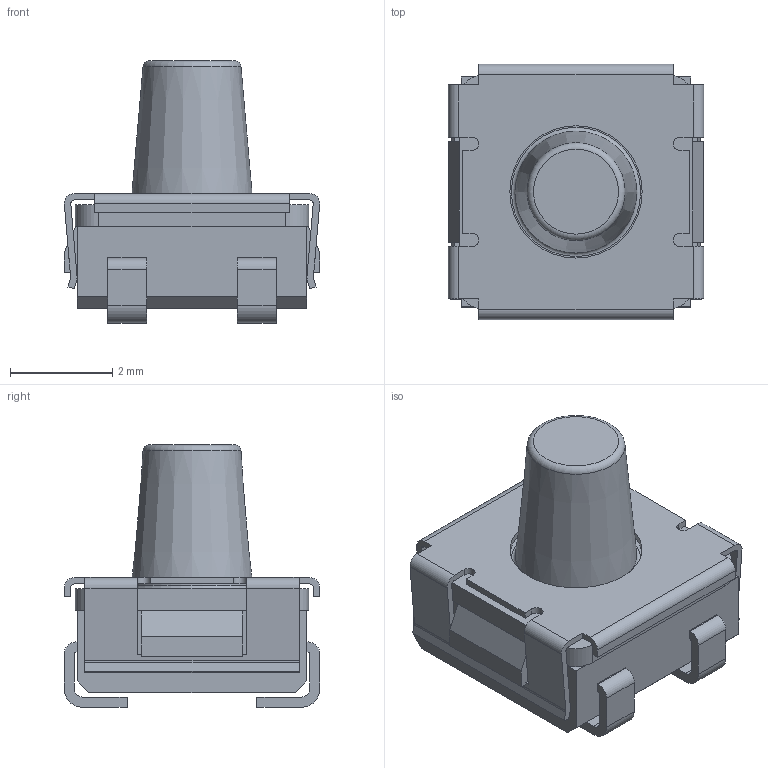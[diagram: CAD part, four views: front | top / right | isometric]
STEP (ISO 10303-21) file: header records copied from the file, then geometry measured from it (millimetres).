
FILE_DESCRIPTION(('FreeCAD Model'),'2;1');
FILE_NAME('Open CASCADE Shape Model','2024-11-20T08:36:49',(''),(''), 'Open CASCADE STEP processor 7.6','FreeCAD','Unknown');
FILE_SCHEMA(('AUTOMOTIVE_DESIGN { 1 0 10303 214 1 1 1 1 }'));
Length unit declared in the file: millimetre
Products named in the file (5): _914J_1_050_1; Body; Button; Cover; Compound
Assembly tree (4 placements, depth 2):
  _914J_1_050_1
    Body
    Button
    Cover
    Compound
Bounding box: 5.01 x 5 x 5.14 mm (x, y, z)
Volume: 56.4 mm3; surface area: 216.3 mm2
Topology: 7 solids, 7 shells, 158 faces, 442 edges, 297 vertices
Faces by surface type: plane 113, cylinder 42, torus 2, cone 1
Full cylindrical faces by diameter (mm): 1.27 x1, 2.59 x1
Entity records: 11134 total; most frequent: CARTESIAN_POINT 2092, DIRECTION 1700, LINE 1131, VECTOR 1131, ORIENTED_EDGE 884, PCURVE 884, DEFINITIONAL_REPRESENTATION 884, EDGE_CURVE 442
